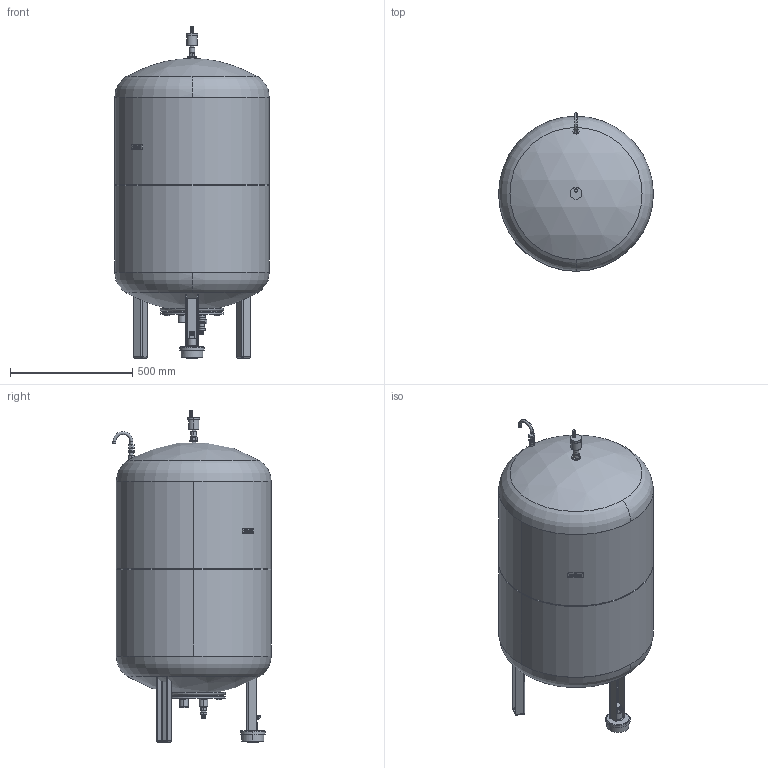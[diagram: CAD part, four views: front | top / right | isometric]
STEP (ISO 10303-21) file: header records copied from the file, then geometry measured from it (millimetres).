
FILE_DESCRIPTION((''),'2;1');
FILE_NAME('3d_VG300-6600100.stp','2009-12-30T08:00:29',(''),(''),'Mechanical Desktop 2008','Mechanical Desktop 2008',', , ');
FILE_SCHEMA(('CONFIG_CONTROL_DESIGN'));
Length unit declared in the file: millimetre
Products named in the file (1): Product
Bounding box: 634 x 648 x 1360 mm (x, y, z)
Volume: 294835230.3 mm3; surface area: 4067230.7 mm2
Topology: 39 solids, 39 shells, 590 faces, 1319 edges, 849 vertices
Faces by surface type: plane 333, cylinder 192, cone 28, torus 24, sphere 7, bspline 6
Entity records: 16785 total; most frequent: CARTESIAN_POINT 3187, DIRECTION 2972, ORIENTED_EDGE 2622, EDGE_CURVE 1311, AXIS2_PLACEMENT_3D 1084, VERTEX_POINT 849, VECTOR 804, LINE 804
